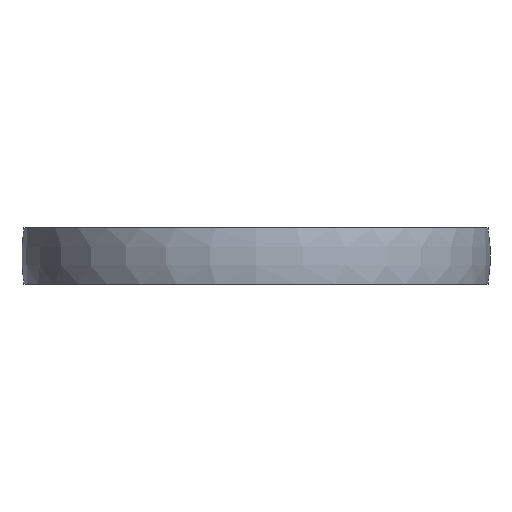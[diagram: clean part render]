
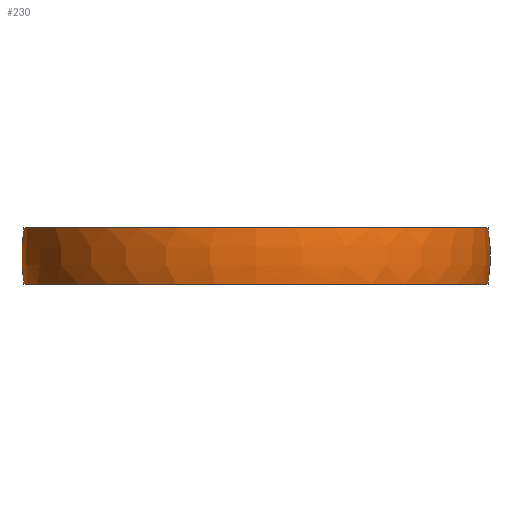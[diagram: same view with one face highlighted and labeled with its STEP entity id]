
A CAD part, front view. The second image highlights one B-rep face of the part: STEP entity #230.
In plain terms, the highlighted toroidal (fillet/blend) face has major radius 10 mm and minor radius 40 mm.
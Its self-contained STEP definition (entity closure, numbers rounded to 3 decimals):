
#6 = DIRECTION ( 'NONE',  ( -1., 0., 0. ) ) ;
#52 = VERTEX_POINT ( 'NONE', #405 ) ;
#90 = ORIENTED_EDGE ( 'NONE', *, *, #299, .F. ) ;
#100 = AXIS2_PLACEMENT_3D ( 'NONE', #353, #315, #286 ) ;
#111 = CARTESIAN_POINT ( 'NONE',  ( 0., 0., 0. ) ) ;
#116 = CARTESIAN_POINT ( 'NONE',  ( -10., 0., 0. ) ) ;
#119 = VERTEX_POINT ( 'NONE', #127 ) ;
#127 = CARTESIAN_POINT ( 'NONE',  ( 49.547, 0., 6. ) ) ;
#140 = CARTESIAN_POINT ( 'NONE',  ( 10., 0., 0. ) ) ;
#174 = CARTESIAN_POINT ( 'NONE',  ( -49.547, 0., 6. ) ) ;
#175 = VERTEX_POINT ( 'NONE', #388 ) ;
#188 = AXIS2_PLACEMENT_3D ( 'NONE', #302, #294, #330 ) ;
#200 = EDGE_CURVE ( 'NONE', #52, #119, #259, .T. ) ;
#212 = ORIENTED_EDGE ( 'NONE', *, *, #200, .T. ) ;
#214 = ORIENTED_EDGE ( 'NONE', *, *, #410, .F. ) ;
#224 = EDGE_CURVE ( 'NONE', #175, #52, #363, .T. ) ;
#230 = ADVANCED_FACE ( 'NONE', ( #235 ), #416, .T. ) ;
#234 = CIRCLE ( 'NONE', #100, 49.547 ) ;
#235 = FACE_OUTER_BOUND ( 'NONE', #343, .T. ) ;
#236 = VERTEX_POINT ( 'NONE', #174 ) ;
#240 = AXIS2_PLACEMENT_3D ( 'NONE', #111, #260, #334 ) ;
#259 = CIRCLE ( 'NONE', #348, 40. ) ;
#260 = DIRECTION ( 'NONE',  ( 0., 0., 1. ) ) ;
#263 = DIRECTION ( 'NONE',  ( 0., -1., 0. ) ) ;
#275 = AXIS2_PLACEMENT_3D ( 'NONE', #116, #360, #6 ) ;
#286 = DIRECTION ( 'NONE',  ( 1., 0., 0. ) ) ;
#294 = DIRECTION ( 'NONE',  ( 0., 0., 1. ) ) ;
#299 = EDGE_CURVE ( 'NONE', #175, #236, #349, .T. ) ;
#302 = CARTESIAN_POINT ( 'NONE',  ( 0., 0., -6. ) ) ;
#315 = DIRECTION ( 'NONE',  ( 0., 0., 1. ) ) ;
#327 = DIRECTION ( 'NONE',  ( 0., 0., -1. ) ) ;
#330 = DIRECTION ( 'NONE',  ( 1., 0., 0. ) ) ;
#334 = DIRECTION ( 'NONE',  ( 1., 0., 0. ) ) ;
#343 = EDGE_LOOP ( 'NONE', ( #90, #394, #212, #214 ) ) ;
#348 = AXIS2_PLACEMENT_3D ( 'NONE', #140, #263, #327 ) ;
#349 = CIRCLE ( 'NONE', #275, 40. ) ;
#353 = CARTESIAN_POINT ( 'NONE',  ( 0., 0., 6. ) ) ;
#360 = DIRECTION ( 'NONE',  ( 0., 1., 0. ) ) ;
#363 = CIRCLE ( 'NONE', #188, 49.547 ) ;
#388 = CARTESIAN_POINT ( 'NONE',  ( -49.547, 0., -6. ) ) ;
#394 = ORIENTED_EDGE ( 'NONE', *, *, #224, .T. ) ;
#405 = CARTESIAN_POINT ( 'NONE',  ( 49.547, 0., -6. ) ) ;
#410 = EDGE_CURVE ( 'NONE', #236, #119, #234, .T. ) ;
#416 = TOROIDAL_SURFACE ( 'NONE', #240, 10., 40. ) ;
